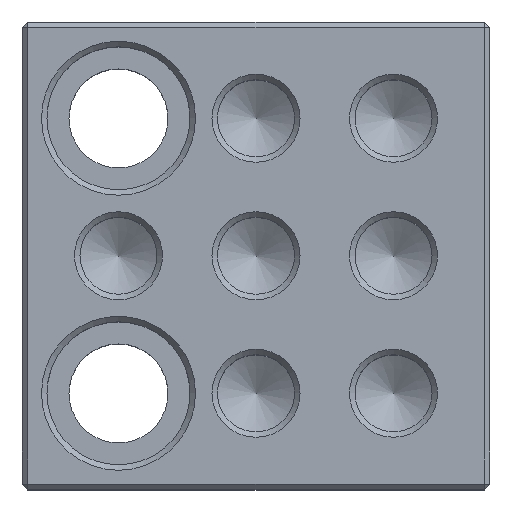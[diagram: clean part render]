
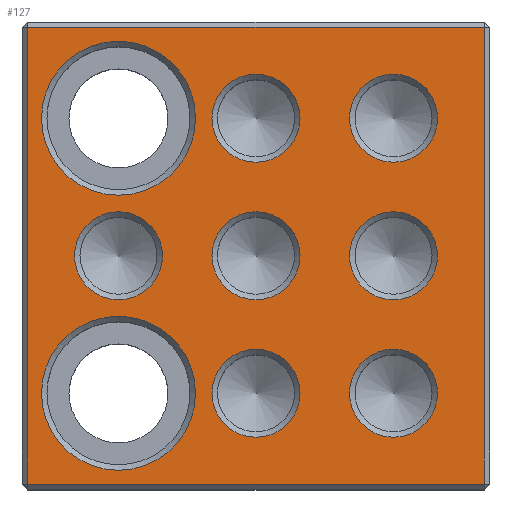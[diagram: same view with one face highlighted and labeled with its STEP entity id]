
A CAD part, top view. The second image highlights one B-rep face of the part: STEP entity #127.
In plain terms, the highlighted planar face has unit normal (0, 0, 1).
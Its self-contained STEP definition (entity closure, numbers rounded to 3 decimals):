
#127 = ADVANCED_FACE( '', ( #267, #268, #269, #270, #271, #272, #273, #274, #275, #276 ), #277, .F. );
#267 = FACE_BOUND( '', #423, .T. );
#268 = FACE_BOUND( '', #424, .T. );
#269 = FACE_BOUND( '', #425, .T. );
#270 = FACE_BOUND( '', #426, .T. );
#271 = FACE_BOUND( '', #427, .T. );
#272 = FACE_BOUND( '', #428, .T. );
#273 = FACE_BOUND( '', #429, .T. );
#274 = FACE_BOUND( '', #430, .T. );
#275 = FACE_BOUND( '', #431, .T. );
#276 = FACE_OUTER_BOUND( '', #432, .T. );
#277 = PLANE( '', #433 );
#423 = EDGE_LOOP( '', ( #747 ) );
#424 = EDGE_LOOP( '', ( #748 ) );
#425 = EDGE_LOOP( '', ( #749 ) );
#426 = EDGE_LOOP( '', ( #750 ) );
#427 = EDGE_LOOP( '', ( #751 ) );
#428 = EDGE_LOOP( '', ( #752 ) );
#429 = EDGE_LOOP( '', ( #753 ) );
#430 = EDGE_LOOP( '', ( #754 ) );
#431 = EDGE_LOOP( '', ( #755 ) );
#432 = EDGE_LOOP( '', ( #756, #757, #758, #759 ) );
#433 = AXIS2_PLACEMENT_3D( '', #760, #761, #762 );
#747 = ORIENTED_EDGE( '', *, *, #812, .T. );
#748 = ORIENTED_EDGE( '', *, *, #846, .T. );
#749 = ORIENTED_EDGE( '', *, *, #848, .T. );
#750 = ORIENTED_EDGE( '', *, *, #850, .T. );
#751 = ORIENTED_EDGE( '', *, *, #852, .T. );
#752 = ORIENTED_EDGE( '', *, *, #854, .T. );
#753 = ORIENTED_EDGE( '', *, *, #856, .T. );
#754 = ORIENTED_EDGE( '', *, *, #858, .T. );
#755 = ORIENTED_EDGE( '', *, *, #790, .T. );
#756 = ORIENTED_EDGE( '', *, *, #836, .T. );
#757 = ORIENTED_EDGE( '', *, *, #833, .T. );
#758 = ORIENTED_EDGE( '', *, *, #840, .T. );
#759 = ORIENTED_EDGE( '', *, *, #795, .T. );
#760 = CARTESIAN_POINT( '', ( -42.5, -42.5, 50. ) );
#761 = DIRECTION( '', ( 0., 0., -1. ) );
#762 = DIRECTION( '', ( -1., 0., 0. ) );
#790 = EDGE_CURVE( '', #883, #883, #884, .T. );
#795 = EDGE_CURVE( '', #887, #889, #891, .T. );
#812 = EDGE_CURVE( '', #919, #919, #920, .T. );
#833 = EDGE_CURVE( '', #938, #945, #948, .T. );
#836 = EDGE_CURVE( '', #889, #938, #952, .T. );
#840 = EDGE_CURVE( '', #945, #887, #956, .T. );
#846 = EDGE_CURVE( '', #967, #967, #968, .T. );
#848 = EDGE_CURVE( '', #971, #971, #972, .T. );
#850 = EDGE_CURVE( '', #975, #975, #976, .T. );
#852 = EDGE_CURVE( '', #979, #979, #980, .T. );
#854 = EDGE_CURVE( '', #983, #983, #984, .T. );
#856 = EDGE_CURVE( '', #987, #987, #988, .T. );
#858 = EDGE_CURVE( '', #991, #991, #992, .T. );
#883 = VERTEX_POINT( '', #1025 );
#884 = CIRCLE( '', #1026, 8. );
#887 = VERTEX_POINT( '', #1029 );
#889 = VERTEX_POINT( '', #1032 );
#891 = LINE( '', #1035, #1036 );
#919 = VERTEX_POINT( '', #1077 );
#920 = CIRCLE( '', #1078, 8. );
#938 = VERTEX_POINT( '', #1108 );
#945 = VERTEX_POINT( '', #1121 );
#948 = LINE( '', #1126, #1127 );
#952 = LINE( '', #1133, #1134 );
#956 = LINE( '', #1141, #1142 );
#967 = VERTEX_POINT( '', #1153 );
#968 = CIRCLE( '', #1154, 14. );
#971 = VERTEX_POINT( '', #1157 );
#972 = CIRCLE( '', #1158, 8. );
#975 = VERTEX_POINT( '', #1161 );
#976 = CIRCLE( '', #1162, 8. );
#979 = VERTEX_POINT( '', #1165 );
#980 = CIRCLE( '', #1166, 8. );
#983 = VERTEX_POINT( '', #1169 );
#984 = CIRCLE( '', #1170, 8. );
#987 = VERTEX_POINT( '', #1173 );
#988 = CIRCLE( '', #1174, 14. );
#991 = VERTEX_POINT( '', #1177 );
#992 = CIRCLE( '', #1178, 8. );
#1025 = CARTESIAN_POINT( '', ( 17., 0., 50. ) );
#1026 = AXIS2_PLACEMENT_3D( '', #1204, #1205, #1206 );
#1029 = CARTESIAN_POINT( '', ( -41.5, -41.5, 50. ) );
#1032 = CARTESIAN_POINT( '', ( 41.5, -41.5, 50. ) );
#1035 = CARTESIAN_POINT( '', ( 42.5, -41.5, 50. ) );
#1036 = VECTOR( '', #1212, 1000. );
#1077 = CARTESIAN_POINT( '', ( -8., 0., 50. ) );
#1078 = AXIS2_PLACEMENT_3D( '', #1232, #1233, #1234 );
#1108 = CARTESIAN_POINT( '', ( 41.5, 41.5, 50. ) );
#1121 = CARTESIAN_POINT( '', ( -41.5, 41.5, 50. ) );
#1126 = CARTESIAN_POINT( '', ( -42.5, 41.5, 50. ) );
#1127 = VECTOR( '', #1255, 1000. );
#1133 = CARTESIAN_POINT( '', ( 41.5, 42.5, 50. ) );
#1134 = VECTOR( '', #1258, 1000. );
#1141 = CARTESIAN_POINT( '', ( -41.5, -42.5, 50. ) );
#1142 = VECTOR( '', #1262, 1000. );
#1153 = CARTESIAN_POINT( '', ( -39., -25., 50. ) );
#1154 = AXIS2_PLACEMENT_3D( '', #1278, #1279, #1280 );
#1157 = CARTESIAN_POINT( '', ( 17., 25., 50. ) );
#1158 = AXIS2_PLACEMENT_3D( '', #1284, #1285, #1286 );
#1161 = CARTESIAN_POINT( '', ( -33., 0., 50. ) );
#1162 = AXIS2_PLACEMENT_3D( '', #1290, #1291, #1292 );
#1165 = CARTESIAN_POINT( '', ( -8., -25., 50. ) );
#1166 = AXIS2_PLACEMENT_3D( '', #1296, #1297, #1298 );
#1169 = CARTESIAN_POINT( '', ( -8., 25., 50. ) );
#1170 = AXIS2_PLACEMENT_3D( '', #1302, #1303, #1304 );
#1173 = CARTESIAN_POINT( '', ( -39., 25., 50. ) );
#1174 = AXIS2_PLACEMENT_3D( '', #1308, #1309, #1310 );
#1177 = CARTESIAN_POINT( '', ( 17., -25., 50. ) );
#1178 = AXIS2_PLACEMENT_3D( '', #1314, #1315, #1316 );
#1204 = CARTESIAN_POINT( '', ( 25., 0., 50. ) );
#1205 = DIRECTION( '', ( 0., 0., -1. ) );
#1206 = DIRECTION( '', ( -1., 0., 0. ) );
#1212 = DIRECTION( '', ( 1., 0., 0. ) );
#1232 = CARTESIAN_POINT( '', ( 0., 0., 50. ) );
#1233 = DIRECTION( '', ( 0., 0., -1. ) );
#1234 = DIRECTION( '', ( -1., 0., 0. ) );
#1255 = DIRECTION( '', ( -1., 0., 0. ) );
#1258 = DIRECTION( '', ( 0., 1., 0. ) );
#1262 = DIRECTION( '', ( 0., -1., 0. ) );
#1278 = CARTESIAN_POINT( '', ( -25., -25., 50. ) );
#1279 = DIRECTION( '', ( 0., 0., -1. ) );
#1280 = DIRECTION( '', ( -1., 0., 0. ) );
#1284 = CARTESIAN_POINT( '', ( 25., 25., 50. ) );
#1285 = DIRECTION( '', ( 0., 0., -1. ) );
#1286 = DIRECTION( '', ( -1., 0., 0. ) );
#1290 = CARTESIAN_POINT( '', ( -25., 0., 50. ) );
#1291 = DIRECTION( '', ( 0., 0., -1. ) );
#1292 = DIRECTION( '', ( -1., 0., 0. ) );
#1296 = CARTESIAN_POINT( '', ( 0., -25., 50. ) );
#1297 = DIRECTION( '', ( 0., 0., -1. ) );
#1298 = DIRECTION( '', ( -1., 0., 0. ) );
#1302 = CARTESIAN_POINT( '', ( 0., 25., 50. ) );
#1303 = DIRECTION( '', ( 0., 0., -1. ) );
#1304 = DIRECTION( '', ( -1., 0., 0. ) );
#1308 = CARTESIAN_POINT( '', ( -25., 25., 50. ) );
#1309 = DIRECTION( '', ( 0., 0., -1. ) );
#1310 = DIRECTION( '', ( -1., 0., 0. ) );
#1314 = CARTESIAN_POINT( '', ( 25., -25., 50. ) );
#1315 = DIRECTION( '', ( 0., 0., -1. ) );
#1316 = DIRECTION( '', ( -1., 0., 0. ) );
